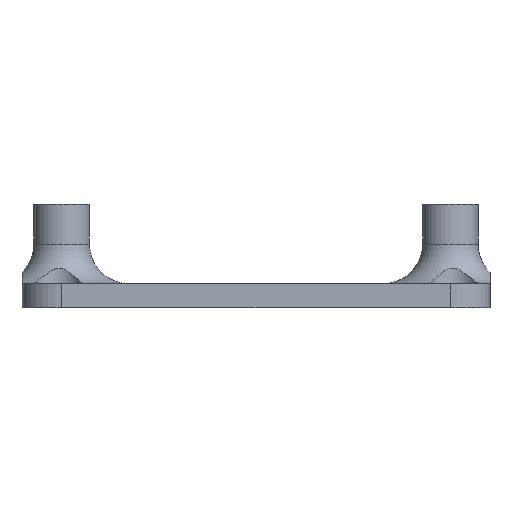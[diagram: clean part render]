
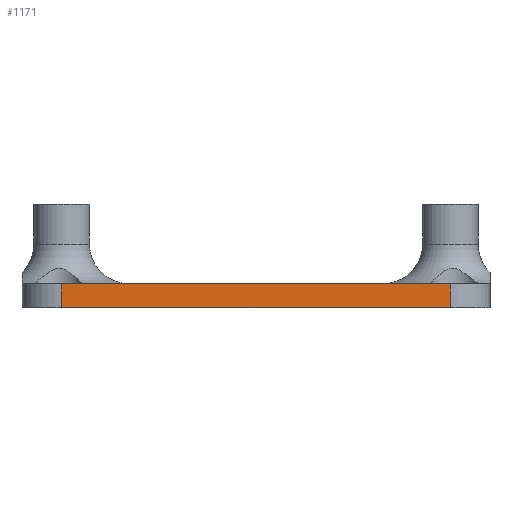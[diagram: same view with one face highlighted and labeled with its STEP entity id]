
A CAD part, front view. The second image highlights one B-rep face of the part: STEP entity #1171.
In plain terms, the highlighted planar face has unit normal (0, -1, 0).
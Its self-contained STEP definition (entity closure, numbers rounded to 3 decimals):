
#229=FACE_OUTER_BOUND('',#317,.T.);
#317=EDGE_LOOP('',(#1043,#1044,#1045,#1046));
#387=LINE('',#2132,#461);
#395=LINE('',#2164,#469);
#399=LINE('',#2177,#473);
#401=LINE('',#2180,#475);
#461=VECTOR('',#1611,10.);
#469=VECTOR('',#1643,10.);
#473=VECTOR('',#1659,10.);
#475=VECTOR('',#1663,10.);
#574=VERTEX_POINT('',#2129);
#575=VERTEX_POINT('',#2131);
#586=VERTEX_POINT('',#2161);
#587=VERTEX_POINT('',#2163);
#726=EDGE_CURVE('',#575,#574,#387,.T.);
#742=EDGE_CURVE('',#586,#587,#395,.T.);
#749=EDGE_CURVE('',#587,#574,#399,.T.);
#751=EDGE_CURVE('',#575,#586,#401,.T.);
#1043=ORIENTED_EDGE('',*,*,#749,.F.);
#1044=ORIENTED_EDGE('',*,*,#742,.F.);
#1045=ORIENTED_EDGE('',*,*,#751,.F.);
#1046=ORIENTED_EDGE('',*,*,#726,.T.);
#1116=PLANE('',#1324);
#1171=ADVANCED_FACE('',(#229),#1116,.T.);
#1324=AXIS2_PLACEMENT_3D('',#2179,#1661,#1662);
#1611=DIRECTION('',(-1.,0.,0.));
#1643=DIRECTION('',(-1.,0.,0.));
#1659=DIRECTION('',(0.,0.,1.));
#1661=DIRECTION('center_axis',(0.,-1.,0.));
#1662=DIRECTION('ref_axis',(-1.,0.,0.));
#1663=DIRECTION('',(0.,0.,-1.));
#2129=CARTESIAN_POINT('',(-24.5,-43.5,0.));
#2131=CARTESIAN_POINT('',(24.5,-43.5,0.));
#2132=CARTESIAN_POINT('',(29.5,-43.5,0.));
#2161=CARTESIAN_POINT('',(24.5,-43.5,-3.));
#2163=CARTESIAN_POINT('',(-24.5,-43.5,-3.));
#2164=CARTESIAN_POINT('',(29.5,-43.5,-3.));
#2177=CARTESIAN_POINT('',(-24.5,-43.5,0.));
#2179=CARTESIAN_POINT('Origin',(29.5,-43.5,0.));
#2180=CARTESIAN_POINT('',(24.5,-43.5,0.));
